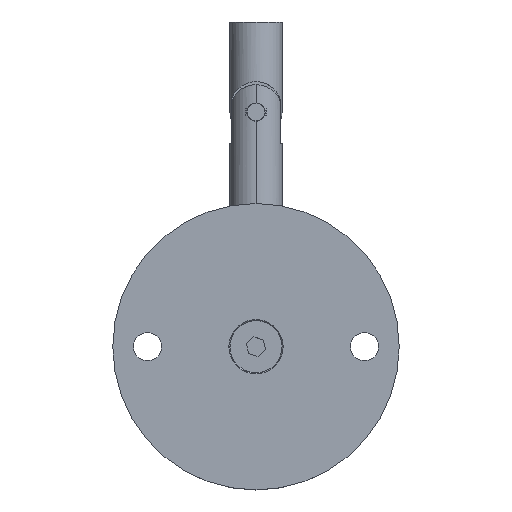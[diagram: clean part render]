
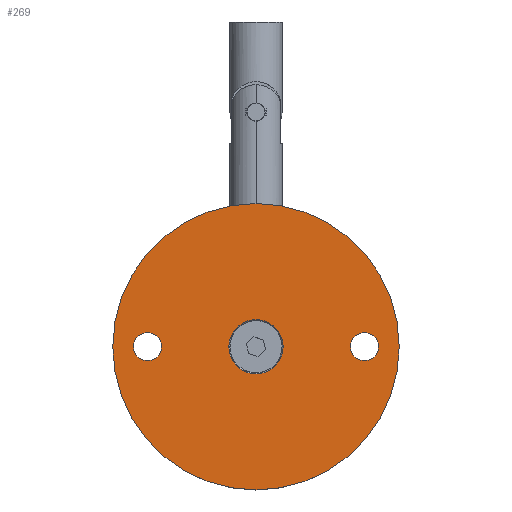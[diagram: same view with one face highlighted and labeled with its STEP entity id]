
A CAD part, top view. The second image highlights one B-rep face of the part: STEP entity #269.
In plain terms, the highlighted planar face has unit normal (0, 0, 1).
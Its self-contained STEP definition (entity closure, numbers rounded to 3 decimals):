
#16 = CIRCLE ( 'NONE', #1504, 3.25 ) ;
#46 = ORIENTED_EDGE ( 'NONE', *, *, #3073, .T. ) ;
#149 = EDGE_LOOP ( 'NONE', ( #2122, #46 ) ) ;
#212 = CARTESIAN_POINT ( 'NONE',  ( -28.25, 0., 4. ) ) ;
#248 = AXIS2_PLACEMENT_3D ( 'NONE', #1192, #897, #319 ) ;
#269 = ADVANCED_FACE ( 'NONE', ( #1766, #1493, #915, #2139 ), #2105, .T. ) ;
#319 = DIRECTION ( 'NONE',  ( 1., 0., 0. ) ) ;
#324 = EDGE_LOOP ( 'NONE', ( #2465, #3181 ) ) ;
#345 = EDGE_CURVE ( 'NONE', #535, #2207, #1270, .T. ) ;
#361 = DIRECTION ( 'NONE',  ( 1., 0., 0. ) ) ;
#363 = DIRECTION ( 'NONE',  ( 0., 0., -1. ) ) ;
#393 = CARTESIAN_POINT ( 'NONE',  ( -6.25, 0., 4. ) ) ;
#411 = DIRECTION ( 'NONE',  ( 0., 0., -1. ) ) ;
#450 = ORIENTED_EDGE ( 'NONE', *, *, #2091, .T. ) ;
#535 = VERTEX_POINT ( 'NONE', #3763 ) ;
#633 = EDGE_CURVE ( 'NONE', #2433, #1898, #1160, .T. ) ;
#765 = CARTESIAN_POINT ( 'NONE',  ( 0., 0., 4. ) ) ;
#840 = EDGE_CURVE ( 'NONE', #3504, #1356, #2576, .T. ) ;
#879 = CARTESIAN_POINT ( 'NONE',  ( -33., 0., 4. ) ) ;
#897 = DIRECTION ( 'NONE',  ( 0., 0., 1. ) ) ;
#915 = FACE_BOUND ( 'NONE', #324, .T. ) ;
#932 = DIRECTION ( 'NONE',  ( 1., 0., 0. ) ) ;
#953 = CARTESIAN_POINT ( 'NONE',  ( 25., 0., 4. ) ) ;
#1027 = DIRECTION ( 'NONE',  ( -1., 0., 0. ) ) ;
#1064 = CARTESIAN_POINT ( 'NONE',  ( 0., 0., 4. ) ) ;
#1094 = AXIS2_PLACEMENT_3D ( 'NONE', #3479, #2944, #2962 ) ;
#1160 = CIRCLE ( 'NONE', #1094, 3.25 ) ;
#1192 = CARTESIAN_POINT ( 'NONE',  ( 0., 0., 4. ) ) ;
#1270 = CIRCLE ( 'NONE', #1962, 6.25 ) ;
#1356 = VERTEX_POINT ( 'NONE', #3389 ) ;
#1376 = DIRECTION ( 'NONE',  ( 1., 0., 0. ) ) ;
#1493 = FACE_BOUND ( 'NONE', #149, .T. ) ;
#1504 = AXIS2_PLACEMENT_3D ( 'NONE', #3105, #411, #1027 ) ;
#1575 = CARTESIAN_POINT ( 'NONE',  ( 21.75, 0., 4. ) ) ;
#1616 = CIRCLE ( 'NONE', #3512, 6.25 ) ;
#1622 = VERTEX_POINT ( 'NONE', #1575 ) ;
#1633 = DIRECTION ( 'NONE',  ( 0., 0., 1. ) ) ;
#1766 = FACE_BOUND ( 'NONE', #2068, .T. ) ;
#1836 = CARTESIAN_POINT ( 'NONE',  ( 0., 0., 4. ) ) ;
#1875 = AXIS2_PLACEMENT_3D ( 'NONE', #953, #363, #3330 ) ;
#1898 = VERTEX_POINT ( 'NONE', #3225 ) ;
#1920 = CIRCLE ( 'NONE', #248, 33. ) ;
#1962 = AXIS2_PLACEMENT_3D ( 'NONE', #765, #3026, #1376 ) ;
#2052 = EDGE_CURVE ( 'NONE', #2207, #535, #1616, .T. ) ;
#2068 = EDGE_LOOP ( 'NONE', ( #2074, #2493 ) ) ;
#2074 = ORIENTED_EDGE ( 'NONE', *, *, #3076, .T. ) ;
#2091 = EDGE_CURVE ( 'NONE', #1356, #3504, #1920, .T. ) ;
#2105 = PLANE ( 'NONE',  #2334 ) ;
#2122 = ORIENTED_EDGE ( 'NONE', *, *, #633, .T. ) ;
#2134 = ORIENTED_EDGE ( 'NONE', *, *, #840, .T. ) ;
#2139 = FACE_OUTER_BOUND ( 'NONE', #3109, .T. ) ;
#2148 = AXIS2_PLACEMENT_3D ( 'NONE', #1064, #1633, #2554 ) ;
#2207 = VERTEX_POINT ( 'NONE', #393 ) ;
#2334 = AXIS2_PLACEMENT_3D ( 'NONE', #3247, #3312, #361 ) ;
#2420 = CARTESIAN_POINT ( 'NONE',  ( -25., 0., 4. ) ) ;
#2433 = VERTEX_POINT ( 'NONE', #212 ) ;
#2465 = ORIENTED_EDGE ( 'NONE', *, *, #345, .F. ) ;
#2493 = ORIENTED_EDGE ( 'NONE', *, *, #3294, .T. ) ;
#2554 = DIRECTION ( 'NONE',  ( 1., 0., 0. ) ) ;
#2576 = CIRCLE ( 'NONE', #2148, 33. ) ;
#2722 = CIRCLE ( 'NONE', #1875, 3.25 ) ;
#2944 = DIRECTION ( 'NONE',  ( 0., 0., -1. ) ) ;
#2962 = DIRECTION ( 'NONE',  ( -1., 0., 0. ) ) ;
#2988 = DIRECTION ( 'NONE',  ( 0., 0., 1. ) ) ;
#2989 = CARTESIAN_POINT ( 'NONE',  ( 28.25, 0., 4. ) ) ;
#3012 = DIRECTION ( 'NONE',  ( -1., 0., 0. ) ) ;
#3026 = DIRECTION ( 'NONE',  ( 0., 0., 1. ) ) ;
#3073 = EDGE_CURVE ( 'NONE', #1898, #2433, #3526, .T. ) ;
#3076 = EDGE_CURVE ( 'NONE', #1622, #3555, #2722, .T. ) ;
#3105 = CARTESIAN_POINT ( 'NONE',  ( 25., 0., 4. ) ) ;
#3109 = EDGE_LOOP ( 'NONE', ( #2134, #450 ) ) ;
#3162 = AXIS2_PLACEMENT_3D ( 'NONE', #2420, #3605, #3012 ) ;
#3181 = ORIENTED_EDGE ( 'NONE', *, *, #2052, .F. ) ;
#3225 = CARTESIAN_POINT ( 'NONE',  ( -21.75, 0., 4. ) ) ;
#3247 = CARTESIAN_POINT ( 'NONE',  ( 0., 0., 4. ) ) ;
#3294 = EDGE_CURVE ( 'NONE', #3555, #1622, #16, .T. ) ;
#3312 = DIRECTION ( 'NONE',  ( 0., 0., 1. ) ) ;
#3330 = DIRECTION ( 'NONE',  ( -1., 0., 0. ) ) ;
#3389 = CARTESIAN_POINT ( 'NONE',  ( 33., 0., 4. ) ) ;
#3479 = CARTESIAN_POINT ( 'NONE',  ( -25., 0., 4. ) ) ;
#3504 = VERTEX_POINT ( 'NONE', #879 ) ;
#3512 = AXIS2_PLACEMENT_3D ( 'NONE', #1836, #2988, #932 ) ;
#3526 = CIRCLE ( 'NONE', #3162, 3.25 ) ;
#3555 = VERTEX_POINT ( 'NONE', #2989 ) ;
#3605 = DIRECTION ( 'NONE',  ( 0., 0., -1. ) ) ;
#3763 = CARTESIAN_POINT ( 'NONE',  ( 6.25, 0., 4. ) ) ;
